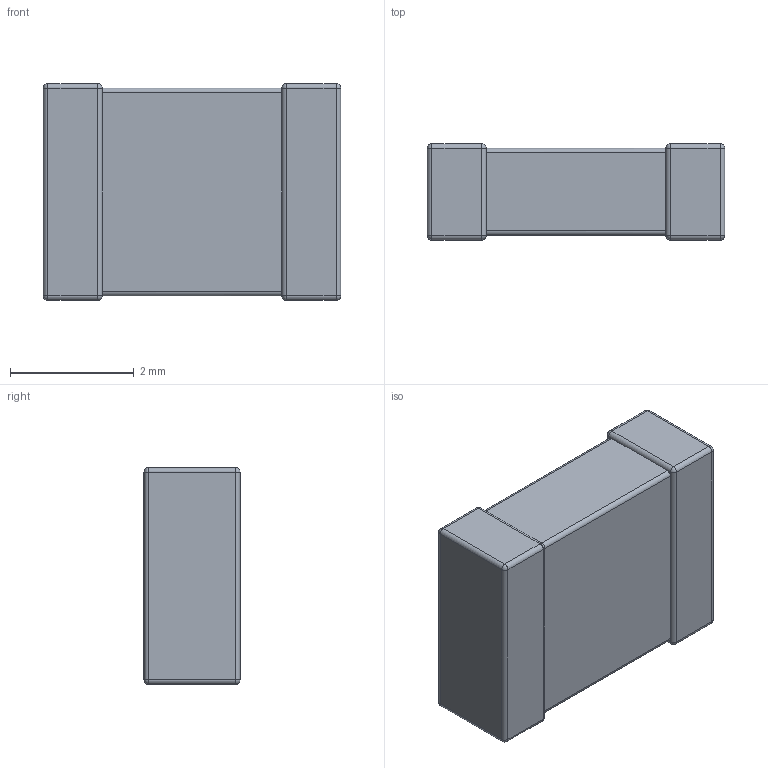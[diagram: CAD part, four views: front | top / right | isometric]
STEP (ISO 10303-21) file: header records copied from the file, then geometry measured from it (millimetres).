
FILE_DESCRIPTION (( 'STEP AP214' ), '1' );
FILE_NAME ('CCS_CCSTD_1812_L4.8W3.5T1.55B0.6.STEP', '2024-09-06T12:58:56', ( '' ), ( '' ), 'SwSTEP 2.0', 'SolidWorks 2021', '' );
FILE_SCHEMA (( 'AUTOMOTIVE_DESIGN' ));
Length unit declared in the file: millimetre
Products named in the file (1): CCS_CCSTD_1812_L4.8W3.5T1.55B0.6
Bounding box: 4.8 x 1.55 x 3.5 mm (x, y, z)
Volume: 23.9 mm3; surface area: 58.8 mm2
Topology: 4 solids, 4 shells, 129 faces, 311 edges, 174 vertices
Faces by surface type: plane 71, cylinder 42, sphere 16
Entity records: 4478 total; most frequent: CARTESIAN_POINT 767, ORIENTED_EDGE 590, DIRECTION 579, EDGE_CURVE 295, VECTOR 223, LINE 223, AXIS2_PLACEMENT_3D 178, VERTEX_POINT 174
